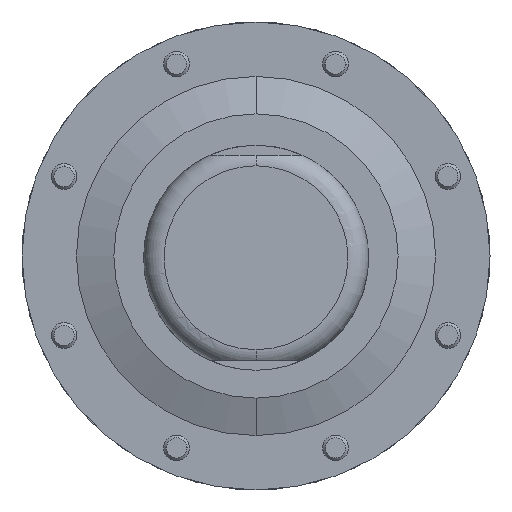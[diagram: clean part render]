
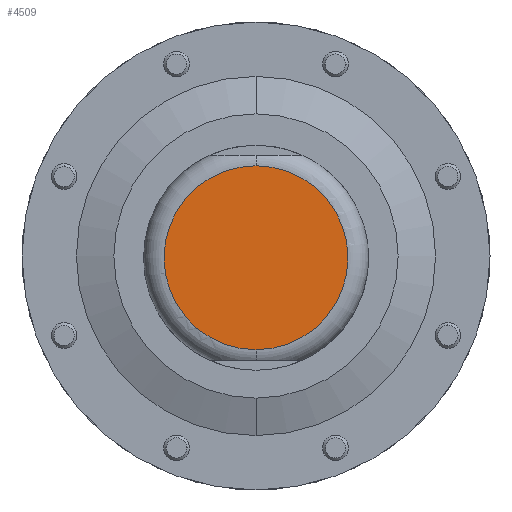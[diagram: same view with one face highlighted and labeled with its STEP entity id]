
A CAD part, front view. The second image highlights one B-rep face of the part: STEP entity #4509.
In plain terms, the highlighted planar face has unit normal (0, -1, 0).
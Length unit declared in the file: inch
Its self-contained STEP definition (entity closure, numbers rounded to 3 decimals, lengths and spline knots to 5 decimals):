
#351 = DIRECTION ( 'NONE',  ( 0., 0., -1. ) ) ;
#471 = CARTESIAN_POINT ( 'NONE',  ( 0., 0., 0. ) ) ;
#476 = AXIS2_PLACEMENT_3D ( 'NONE', #2312, #5173, #888 ) ;
#661 = ORIENTED_EDGE ( 'NONE', *, *, #8448, .T. ) ;
#888 = DIRECTION ( 'NONE',  ( 0., 0., -1. ) ) ;
#2312 = CARTESIAN_POINT ( 'NONE',  ( 0., 0., 0. ) ) ;
#2718 = AXIS2_PLACEMENT_3D ( 'NONE', #8407, #9157, #351 ) ;
#3412 = EDGE_CURVE ( 'NONE', #5476, #3580, #7809, .T. ) ;
#3580 = VERTEX_POINT ( 'NONE', #6426 ) ;
#4445 = PLANE ( 'NONE',  #476 ) ;
#4509 = ADVANCED_FACE ( 'NONE', ( #6853 ), #4445, .T. ) ;
#5173 = DIRECTION ( 'NONE',  ( 0., -1., 0. ) ) ;
#5281 = ORIENTED_EDGE ( 'NONE', *, *, #3412, .T. ) ;
#5476 = VERTEX_POINT ( 'NONE', #7206 ) ;
#5662 = AXIS2_PLACEMENT_3D ( 'NONE', #471, #6174, #8311 ) ;
#6174 = DIRECTION ( 'NONE',  ( 0., -1., 0. ) ) ;
#6269 = CIRCLE ( 'NONE', #5662, 1.12 ) ;
#6426 = CARTESIAN_POINT ( 'NONE',  ( 0., 0., 1.12 ) ) ;
#6521 = EDGE_LOOP ( 'NONE', ( #5281, #661 ) ) ;
#6853 = FACE_OUTER_BOUND ( 'NONE', #6521, .T. ) ;
#7206 = CARTESIAN_POINT ( 'NONE',  ( 0., 0., -1.12 ) ) ;
#7809 = CIRCLE ( 'NONE', #2718, 1.12 ) ;
#8311 = DIRECTION ( 'NONE',  ( 0., 0., -1. ) ) ;
#8407 = CARTESIAN_POINT ( 'NONE',  ( 0., 0., 0. ) ) ;
#8448 = EDGE_CURVE ( 'NONE', #3580, #5476, #6269, .T. ) ;
#9157 = DIRECTION ( 'NONE',  ( 0., -1., 0. ) ) ;
